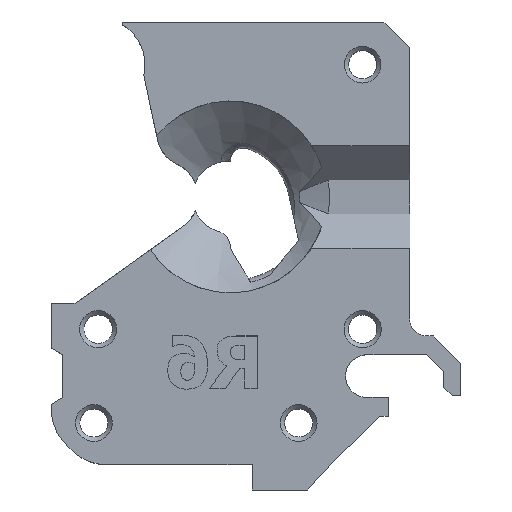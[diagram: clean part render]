
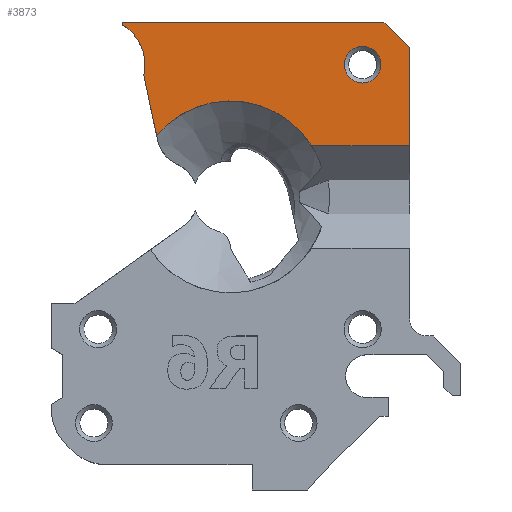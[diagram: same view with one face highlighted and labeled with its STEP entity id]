
A CAD part, top view. The second image highlights one B-rep face of the part: STEP entity #3873.
In plain terms, the highlighted planar face has unit normal (0, 0, 1).
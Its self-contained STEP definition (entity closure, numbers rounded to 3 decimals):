
#95=FACE_BOUND('',#617,.T.);
#233=PLANE('',#4116);
#397=FACE_OUTER_BOUND('',#616,.T.);
#616=EDGE_LOOP('',(#3105,#3106,#3107,#3108,#3109,#3110,#3111,#3112));
#617=EDGE_LOOP('',(#3113));
#940=LINE('',#6890,#1314);
#941=LINE('',#6894,#1315);
#942=LINE('',#6896,#1316);
#943=LINE('',#6898,#1317);
#944=LINE('',#6899,#1318);
#1314=VECTOR('',#4701,10.);
#1315=VECTOR('',#4704,10.);
#1316=VECTOR('',#4705,10.);
#1317=VECTOR('',#4706,10.);
#1318=VECTOR('',#4707,10.);
#1542=CIRCLE('',#4112,0.2);
#1544=CIRCLE('',#4115,5.5);
#1545=CIRCLE('',#4117,11.25);
#1546=CIRCLE('',#4118,2.15);
#1853=VERTEX_POINT('',#6877);
#1854=VERTEX_POINT('',#6879);
#1856=VERTEX_POINT('',#6885);
#1857=VERTEX_POINT('',#6889);
#1858=VERTEX_POINT('',#6891);
#1859=VERTEX_POINT('',#6893);
#1860=VERTEX_POINT('',#6895);
#1861=VERTEX_POINT('',#6897);
#1862=VERTEX_POINT('',#6900);
#2319=EDGE_CURVE('',#1854,#1853,#1542,.T.);
#2323=EDGE_CURVE('',#1856,#1853,#1544,.T.);
#2324=EDGE_CURVE('',#1857,#1856,#940,.T.);
#2325=EDGE_CURVE('',#1858,#1857,#1545,.T.);
#2326=EDGE_CURVE('',#1859,#1858,#941,.T.);
#2327=EDGE_CURVE('',#1860,#1859,#942,.T.);
#2328=EDGE_CURVE('',#1861,#1860,#943,.T.);
#2329=EDGE_CURVE('',#1854,#1861,#944,.T.);
#2330=EDGE_CURVE('',#1862,#1862,#1546,.T.);
#3105=ORIENTED_EDGE('',*,*,#2319,.T.);
#3106=ORIENTED_EDGE('',*,*,#2323,.F.);
#3107=ORIENTED_EDGE('',*,*,#2324,.F.);
#3108=ORIENTED_EDGE('',*,*,#2325,.F.);
#3109=ORIENTED_EDGE('',*,*,#2326,.F.);
#3110=ORIENTED_EDGE('',*,*,#2327,.F.);
#3111=ORIENTED_EDGE('',*,*,#2328,.F.);
#3112=ORIENTED_EDGE('',*,*,#2329,.F.);
#3113=ORIENTED_EDGE('',*,*,#2330,.T.);
#3873=ADVANCED_FACE('',(#397,#95),#233,.F.);
#4112=AXIS2_PLACEMENT_3D('',#6880,#4689,#4690);
#4115=AXIS2_PLACEMENT_3D('',#6887,#4697,#4698);
#4116=AXIS2_PLACEMENT_3D('',#6888,#4699,#4700);
#4117=AXIS2_PLACEMENT_3D('',#6892,#4702,#4703);
#4118=AXIS2_PLACEMENT_3D('',#6901,#4708,#4709);
#4689=DIRECTION('center_axis',(0.,0.,1.));
#4690=DIRECTION('ref_axis',(-0.961,0.277,0.));
#4697=DIRECTION('center_axis',(0.,0.,1.));
#4698=DIRECTION('ref_axis',(1.,0.,0.));
#4699=DIRECTION('center_axis',(0.,0.,-1.));
#4700=DIRECTION('ref_axis',(-1.,0.,0.));
#4701=DIRECTION('',(-0.21,0.978,0.));
#4702=DIRECTION('center_axis',(0.,0.,1.));
#4703=DIRECTION('ref_axis',(-1.,0.,0.));
#4704=DIRECTION('',(-1.,0.,0.));
#4705=DIRECTION('',(0.,-1.,0.));
#4706=DIRECTION('',(0.707,-0.707,0.));
#4707=DIRECTION('',(1.,0.,0.));
#4708=DIRECTION('center_axis',(0.,0.,-1.));
#4709=DIRECTION('ref_axis',(1.,0.,0.));
#6877=CARTESIAN_POINT('',(-54.572,20.131,0.));
#6879=CARTESIAN_POINT('',(-54.465,20.5,0.));
#6880=CARTESIAN_POINT('Origin',(-54.465,20.3,0.));
#6885=CARTESIAN_POINT('',(-52.149,14.204,0.));
#6887=CARTESIAN_POINT('Origin',(-57.5,15.475,0.));
#6888=CARTESIAN_POINT('Origin',(-39.,-5.45,0.));
#6889=CARTESIAN_POINT('',(-50.642,7.203,0.));
#6890=CARTESIAN_POINT('',(-49.836,3.46,0.));
#6891=CARTESIAN_POINT('',(-32.484,6.,0.));
#6892=CARTESIAN_POINT('Origin',(-42.,0.,0.));
#6893=CARTESIAN_POINT('',(-21.,6.,0.));
#6894=CARTESIAN_POINT('',(-29.9,6.,0.));
#6895=CARTESIAN_POINT('',(-21.,17.5,0.));
#6896=CARTESIAN_POINT('',(-21.,17.5,0.));
#6897=CARTESIAN_POINT('',(-24.,20.5,0.));
#6898=CARTESIAN_POINT('',(-24.,20.5,0.));
#6899=CARTESIAN_POINT('',(-60.,20.5,0.));
#6900=CARTESIAN_POINT('',(-28.65,15.5,0.));
#6901=CARTESIAN_POINT('Origin',(-26.5,15.5,0.));
